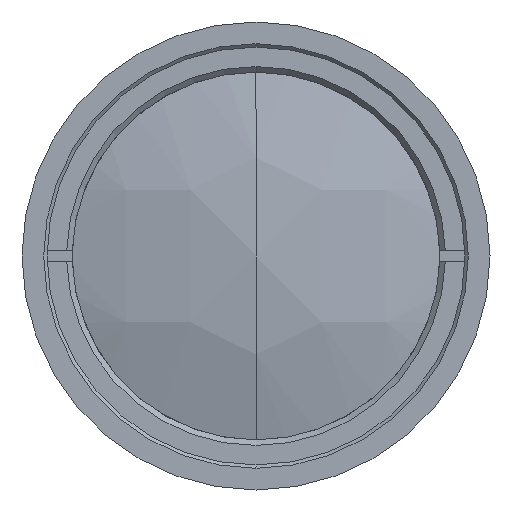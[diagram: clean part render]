
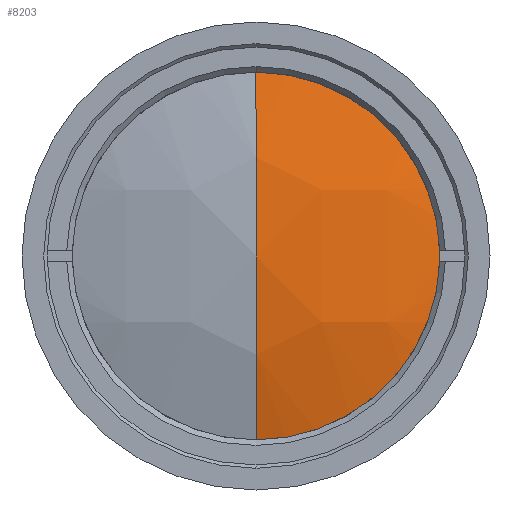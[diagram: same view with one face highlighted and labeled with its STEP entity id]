
A CAD part, left-side view. The second image highlights one B-rep face of the part: STEP entity #8203.
In plain terms, the highlighted free-form (B-spline) face has degree [3, 3] with [4, 4] control points.
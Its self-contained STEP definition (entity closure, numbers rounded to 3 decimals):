
#1241 = DIRECTION ( 'NONE',  ( 0., -1., 0. ) ) ;
#1847 = ORIENTED_EDGE ( 'NONE', *, *, #8354, .T. ) ;
#2023 =( BOUNDED_SURFACE ( )  B_SPLINE_SURFACE ( 3, 3, ( 
 ( #17827, #6590, #3526, #9107 ),
 ( #3700, #10590, #9476, #9199 ),
 ( #7642, #4826, #6492, #12142 ),
 ( #5103, #9384, #16349, #12053 ) ),
 .UNSPECIFIED., .F., .F., .T. ) 
 B_SPLINE_SURFACE_WITH_KNOTS ( ( 4, 4 ),
 ( 4, 4 ),
 ( 0., 1. ),
 ( 0., 1. ),
 .UNSPECIFIED. ) 
 GEOMETRIC_REPRESENTATION_ITEM ( )  RATIONAL_B_SPLINE_SURFACE ( (
 ( 1., 0.992, 0.992, 1.),
 ( 0.969, 0.961, 0.961, 0.969),
 ( 0.969, 0.961, 0.961, 0.969),
 ( 1., 0.992, 0.992, 1.) ) ) 
 REPRESENTATION_ITEM ( '' )  SURFACE ( )  );
#3526 = CARTESIAN_POINT ( 'NONE',  ( -70.727, -11.374, 17.703 ) ) ;
#3700 = CARTESIAN_POINT ( 'NONE',  ( -75.294, 0., 6.092 ) ) ;
#3962 = CARTESIAN_POINT ( 'NONE',  ( -71.666, 0., 17.5 ) ) ;
#4006 = ORIENTED_EDGE ( 'NONE', *, *, #14289, .T. ) ;
#4079 = AXIS2_PLACEMENT_3D ( 'NONE', #9568, #1241, #8469 ) ;
#4826 = CARTESIAN_POINT ( 'NONE',  ( -75.294, -6.1, -6.092 ) ) ;
#5009 = VERTEX_POINT ( 'NONE', #12650 ) ;
#5103 = CARTESIAN_POINT ( 'NONE',  ( -71.602, 0., -17.703 ) ) ;
#5589 = CARTESIAN_POINT ( 'NONE',  ( -71.666, 0., 0. ) ) ;
#6492 = CARTESIAN_POINT ( 'NONE',  ( -74.361, -12.128, -6.092 ) ) ;
#6590 = CARTESIAN_POINT ( 'NONE',  ( -71.602, -5.72, 17.703 ) ) ;
#6718 = DIRECTION ( 'NONE',  ( -1., 0., 0. ) ) ;
#7642 = CARTESIAN_POINT ( 'NONE',  ( -75.294, 0., -6.092 ) ) ;
#7870 = AXIS2_PLACEMENT_3D ( 'NONE', #5589, #6718, #13962 ) ;
#8203 = ADVANCED_FACE ( 'NONE', ( #16534 ), #2023, .T. ) ;
#8354 = EDGE_CURVE ( 'NONE', #17901, #5009, #12070, .T. ) ;
#8469 = DIRECTION ( 'NONE',  ( 0., 0., 1. ) ) ;
#9107 = CARTESIAN_POINT ( 'NONE',  ( -68.998, -16.827, 17.703 ) ) ;
#9199 = CARTESIAN_POINT ( 'NONE',  ( -72.518, -17.943, 6.092 ) ) ;
#9384 = CARTESIAN_POINT ( 'NONE',  ( -71.602, -5.72, -17.703 ) ) ;
#9476 = CARTESIAN_POINT ( 'NONE',  ( -74.361, -12.128, 6.092 ) ) ;
#9568 = CARTESIAN_POINT ( 'NONE',  ( -15.928, 0., 0. ) ) ;
#10590 = CARTESIAN_POINT ( 'NONE',  ( -75.294, -6.1, 6.092 ) ) ;
#10944 = EDGE_LOOP ( 'NONE', ( #4006, #1847 ) ) ;
#12053 = CARTESIAN_POINT ( 'NONE',  ( -68.998, -16.827, -17.703 ) ) ;
#12070 = CIRCLE ( 'NONE', #4079, 58.421 ) ;
#12142 = CARTESIAN_POINT ( 'NONE',  ( -72.518, -17.943, -6.092 ) ) ;
#12650 = CARTESIAN_POINT ( 'NONE',  ( -71.666, 0., -17.5 ) ) ;
#13962 = DIRECTION ( 'NONE',  ( 0., 0., -1. ) ) ;
#14289 = EDGE_CURVE ( 'NONE', #5009, #17901, #15873, .T. ) ;
#15873 = CIRCLE ( 'NONE', #7870, 17.5 ) ;
#16349 = CARTESIAN_POINT ( 'NONE',  ( -70.727, -11.374, -17.703 ) ) ;
#16534 = FACE_OUTER_BOUND ( 'NONE', #10944, .T. ) ;
#17827 = CARTESIAN_POINT ( 'NONE',  ( -71.602, 0., 17.703 ) ) ;
#17901 = VERTEX_POINT ( 'NONE', #3962 ) ;
